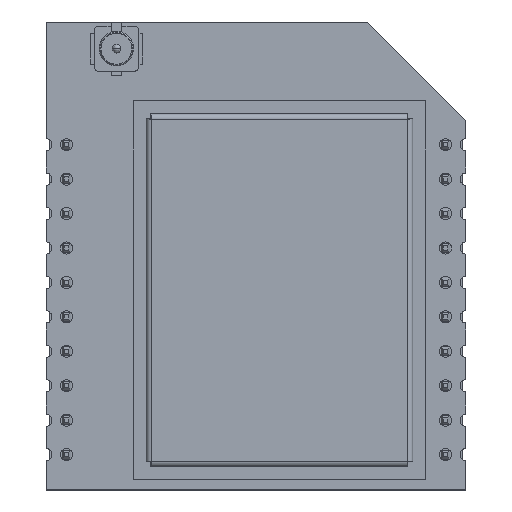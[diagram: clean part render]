
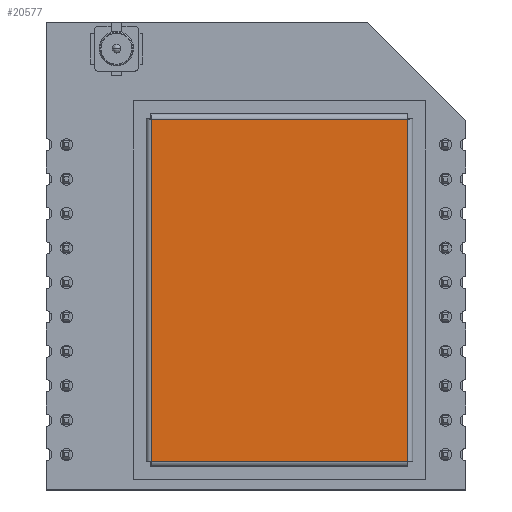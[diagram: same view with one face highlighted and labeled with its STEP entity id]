
A CAD part, top view. The second image highlights one B-rep face of the part: STEP entity #20577.
In plain terms, the highlighted face is planar.
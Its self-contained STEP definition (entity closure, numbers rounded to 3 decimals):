
#249 = EDGE_CURVE ( 'NONE', #38273, #46330, #7024, .T. ) ;
#577 = VERTEX_POINT ( 'NONE', #20246 ) ;
#2756 = CARTESIAN_POINT ( 'NONE',  ( 9.938, 2.6, -7.438 ) ) ;
#6541 = DIRECTION ( 'NONE',  ( 0., 0., -1. ) ) ;
#7024 = LINE ( 'NONE', #27069, #46367 ) ;
#7687 = VECTOR ( 'NONE', #46695, 1000. ) ;
#10075 = PLANE ( 'NONE',  #22252 ) ;
#10241 = VERTEX_POINT ( 'NONE', #2756 ) ;
#11543 = DIRECTION ( 'NONE',  ( 0., 0., 1. ) ) ;
#13934 = DIRECTION ( 'NONE',  ( 0., 0., -1. ) ) ;
#18759 = ORIENTED_EDGE ( 'NONE', *, *, #24880, .T. ) ;
#20246 = CARTESIAN_POINT ( 'NONE',  ( 9.938, 2.6, 7.438 ) ) ;
#20577 = ADVANCED_FACE ( 'NONE', ( #43835 ), #10075, .F. ) ;
#20661 = CARTESIAN_POINT ( 'NONE',  ( -9.967, 2.6, 7.438 ) ) ;
#22068 = DIRECTION ( 'NONE',  ( 0., -1., 0. ) ) ;
#22190 = LINE ( 'NONE', #33448, #34555 ) ;
#22252 = AXIS2_PLACEMENT_3D ( 'NONE', #37060, #22068, #6541 ) ;
#22448 = DIRECTION ( 'NONE',  ( -1., 0., 0. ) ) ;
#22892 = CARTESIAN_POINT ( 'NONE',  ( -9.938, 2.6, -7.438 ) ) ;
#24880 = EDGE_CURVE ( 'NONE', #46330, #577, #43202, .T. ) ;
#27069 = CARTESIAN_POINT ( 'NONE',  ( -9.938, 2.6, -7.467 ) ) ;
#32607 = ORIENTED_EDGE ( 'NONE', *, *, #249, .T. ) ;
#33448 = CARTESIAN_POINT ( 'NONE',  ( 9.938, 2.6, 7.467 ) ) ;
#34555 = VECTOR ( 'NONE', #13934, 1000. ) ;
#34930 = LINE ( 'NONE', #42687, #42547 ) ;
#37060 = CARTESIAN_POINT ( 'NONE',  ( 0., 2.6, 0. ) ) ;
#37314 = EDGE_LOOP ( 'NONE', ( #49290, #43153, #32607, #18759 ) ) ;
#38273 = VERTEX_POINT ( 'NONE', #22892 ) ;
#38788 = EDGE_CURVE ( 'NONE', #577, #10241, #22190, .T. ) ;
#38948 = EDGE_CURVE ( 'NONE', #10241, #38273, #34930, .T. ) ;
#42547 = VECTOR ( 'NONE', #22448, 1000. ) ;
#42687 = CARTESIAN_POINT ( 'NONE',  ( 9.967, 2.6, -7.438 ) ) ;
#43153 = ORIENTED_EDGE ( 'NONE', *, *, #38948, .T. ) ;
#43202 = LINE ( 'NONE', #20661, #7687 ) ;
#43835 = FACE_OUTER_BOUND ( 'NONE', #37314, .T. ) ;
#46330 = VERTEX_POINT ( 'NONE', #49223 ) ;
#46367 = VECTOR ( 'NONE', #11543, 1000. ) ;
#46695 = DIRECTION ( 'NONE',  ( 1., 0., 0. ) ) ;
#49223 = CARTESIAN_POINT ( 'NONE',  ( -9.938, 2.6, 7.438 ) ) ;
#49290 = ORIENTED_EDGE ( 'NONE', *, *, #38788, .T. ) ;
